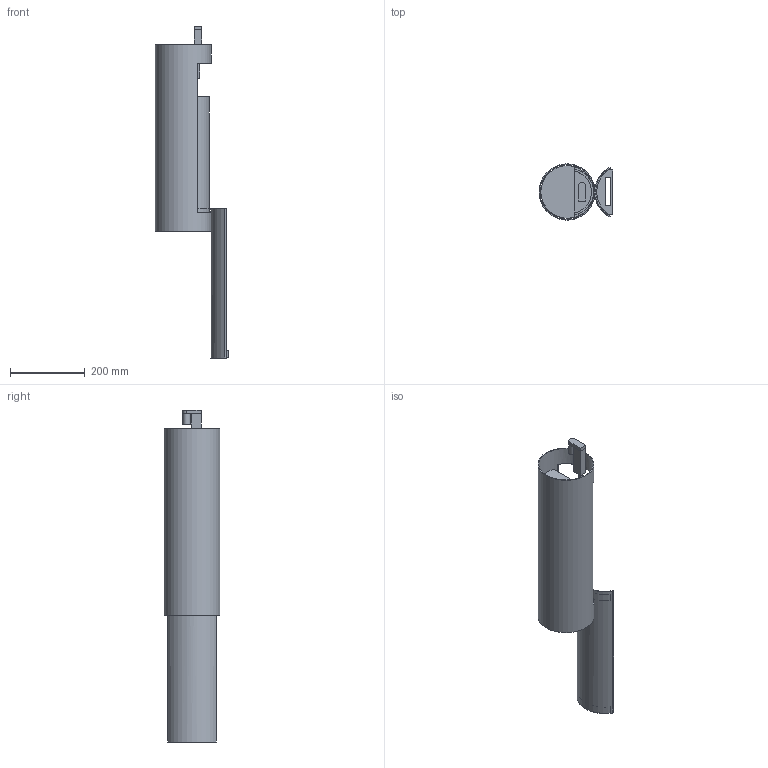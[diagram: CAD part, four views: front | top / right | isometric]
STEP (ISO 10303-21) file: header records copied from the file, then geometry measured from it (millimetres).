
FILE_DESCRIPTION(/* description */ (''),/* implementation_level */ '2;1');
FILE_NAME(/* name */ 'RADIAL DEPLOYMENT.step',/* time_stamp */ '2024-10-28T23:33:40+05:30',/* author */ (''),/* organization */ (''),/* preprocessor_version */ 'ST-DEVELOPER v20',/* originating_system */ 'Autodesk Translation Framework v13.20.0.188',/* authorisation */ '');
FILE_SCHEMA (('AUTOMOTIVE_DESIGN { 1 0 10303 214 3 1 1 }'));
Length unit declared in the file: millimetre
Products named in the file (21): Assembly trial 2; Lock mech; bulkhead v1; Bodytube; lower bulkhead; Cansat; Lower link int; darvaza; Upper link; Lower link int v2; Servo plate 4; Servo plate 03 v4; servo; Servo v1; Rack and pinion v5; Spur Gear (10 teeth); Push joint; LOCK; Lower link int v4; Electric linear actuator; Slider
Assembly tree (20 placements, depth 4):
  Assembly trial 2
    Lock mech
      bulkhead v1
    Bodytube
    lower bulkhead
    Cansat
    Lower link int
    darvaza
    Upper link
      Lower link int v2
    Servo plate 4
      Servo plate 03 v4
      servo
        Servo v1
      Rack and pinion v5
        Spur Gear (10 teeth)
      Push joint
    LOCK
      Lower link int v4
    Electric linear actuator
      Slider
Bounding box: 197.2 x 150 x 890 mm (x, y, z)
Volume: 1758449.1 mm3; surface area: 874061.8 mm2
Topology: 16 solids, 16 shells, 314 faces, 812 edges, 539 vertices
Faces by surface type: plane 221, cylinder 73, bspline 20
Full cylindrical faces by diameter (mm): 2.5 x1, 4.5 x2, 6 x2, 8 x3, 11.5 x1, 13 x1, 19 x1, 19.909 x1, 115 x1, 125 x1, 141 x1, 146 x1, 150 x1
Entity records: 15947 total; most frequent: CARTESIAN_POINT 7646, ORIENTED_EDGE 1624, DIRECTION 1605, EDGE_CURVE 812, LINE 609, VECTOR 609, VERTEX_POINT 539, AXIS2_PLACEMENT_3D 498
